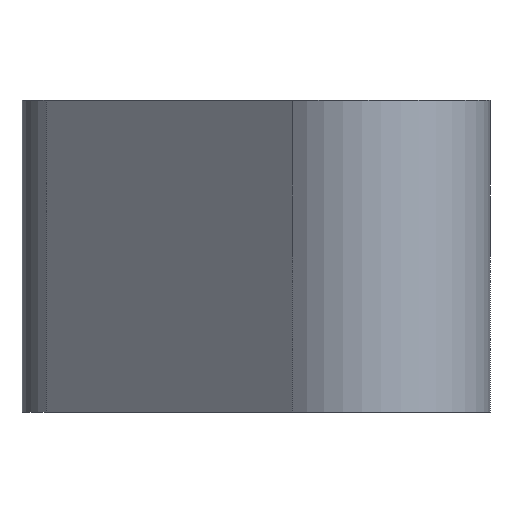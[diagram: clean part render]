
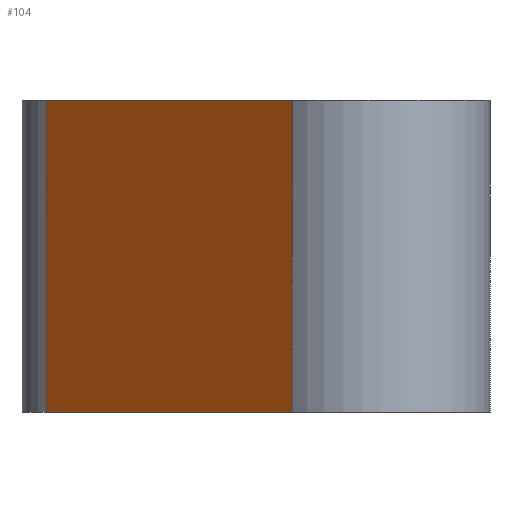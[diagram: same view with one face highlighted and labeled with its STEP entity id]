
A CAD part, left-side view. The second image highlights one B-rep face of the part: STEP entity #104.
In plain terms, the highlighted planar face has unit normal (-0.723, 0.691, 0).
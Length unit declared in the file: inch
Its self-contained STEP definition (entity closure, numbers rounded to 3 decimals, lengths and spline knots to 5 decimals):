
#27 = VERTEX_POINT ( 'NONE', #483 ) ;
#45 = CARTESIAN_POINT ( 'NONE',  ( -0.05735, 0.02536, 0.02 ) ) ;
#104 = ADVANCED_FACE ( 'NONE', ( #374 ), #393, .F. ) ;
#105 = CARTESIAN_POINT ( 'NONE',  ( -0.02723, 0.05691, 0. ) ) ;
#155 = DIRECTION ( 'NONE',  ( 0.691, 0.723, 0. ) ) ;
#159 = CARTESIAN_POINT ( 'NONE',  ( -0.05735, 0.02536, -0.02 ) ) ;
#185 = EDGE_CURVE ( 'NONE', #814, #425, #400, .T. ) ;
#205 = VECTOR ( 'NONE', #284, 39.37008 ) ;
#284 = DIRECTION ( 'NONE',  ( 0.691, 0.723, 0. ) ) ;
#305 = LINE ( 'NONE', #45, #959 ) ;
#324 = DIRECTION ( 'NONE',  ( 0.691, 0.723, 0. ) ) ;
#328 = DIRECTION ( 'NONE',  ( 0.723, -0.691, 0. ) ) ;
#333 = CARTESIAN_POINT ( 'NONE',  ( -0.05735, 0.02536, 0.02 ) ) ;
#374 = FACE_OUTER_BOUND ( 'NONE', #547, .T. ) ;
#380 = LINE ( 'NONE', #775, #205 ) ;
#393 = PLANE ( 'NONE',  #578 ) ;
#400 = LINE ( 'NONE', #159, #707 ) ;
#425 = VERTEX_POINT ( 'NONE', #599 ) ;
#426 = VERTEX_POINT ( 'NONE', #526 ) ;
#483 = CARTESIAN_POINT ( 'NONE',  ( -0.02723, 0.05691, 0.02 ) ) ;
#526 = CARTESIAN_POINT ( 'NONE',  ( -0.05735, 0.02536, 0.02 ) ) ;
#540 = EDGE_CURVE ( 'NONE', #426, #27, #380, .T. ) ;
#547 = EDGE_LOOP ( 'NONE', ( #920, #647, #881, #714 ) ) ;
#553 = DIRECTION ( 'NONE',  ( 0., 0., -1. ) ) ;
#578 = AXIS2_PLACEMENT_3D ( 'NONE', #333, #328, #324 ) ;
#599 = CARTESIAN_POINT ( 'NONE',  ( -0.02723, 0.05691, -0.02 ) ) ;
#647 = ORIENTED_EDGE ( 'NONE', *, *, #1013, .F. ) ;
#663 = EDGE_CURVE ( 'NONE', #426, #814, #305, .T. ) ;
#665 = VECTOR ( 'NONE', #686, 39.37008 ) ;
#686 = DIRECTION ( 'NONE',  ( 0., 0., 1. ) ) ;
#707 = VECTOR ( 'NONE', #155, 39.37008 ) ;
#714 = ORIENTED_EDGE ( 'NONE', *, *, #663, .F. ) ;
#732 = CARTESIAN_POINT ( 'NONE',  ( -0.05735, 0.02536, -0.02 ) ) ;
#775 = CARTESIAN_POINT ( 'NONE',  ( -0.05735, 0.02536, 0.02 ) ) ;
#814 = VERTEX_POINT ( 'NONE', #732 ) ;
#866 = LINE ( 'NONE', #105, #665 ) ;
#881 = ORIENTED_EDGE ( 'NONE', *, *, #185, .F. ) ;
#920 = ORIENTED_EDGE ( 'NONE', *, *, #540, .T. ) ;
#959 = VECTOR ( 'NONE', #553, 39.37008 ) ;
#1013 = EDGE_CURVE ( 'NONE', #425, #27, #866, .T. ) ;
